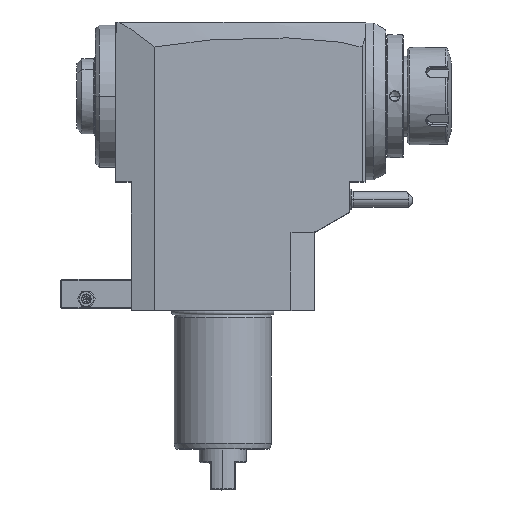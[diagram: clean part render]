
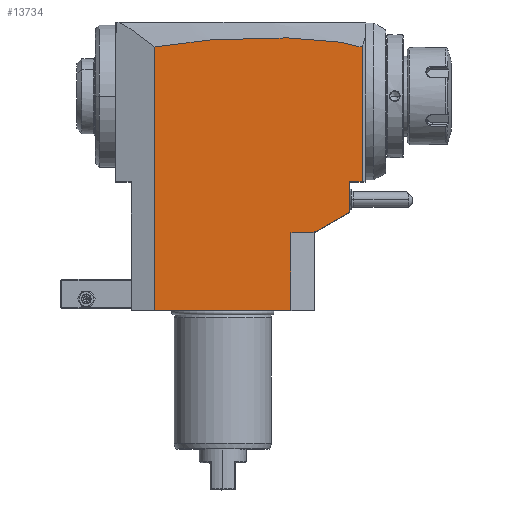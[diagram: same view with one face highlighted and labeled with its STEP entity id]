
A CAD part, top view. The second image highlights one B-rep face of the part: STEP entity #13734.
In plain terms, the highlighted planar face has unit normal (0, 0, 1).
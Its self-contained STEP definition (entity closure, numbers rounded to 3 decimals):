
#9=DIRECTION('',(-1.,0.,0.));
#10=VECTOR('',#9,70.);
#11=CARTESIAN_POINT('',(35.,0.,44.));
#12=LINE('',#11,#10);
#4053=DIRECTION('',(1.,0.,0.));
#4054=VECTOR('',#4053,11.);
#4055=CARTESIAN_POINT('',(35.,40.,44.));
#4056=LINE('',#4055,#4054);
#4069=DIRECTION('',(0.,1.,0.));
#4070=VECTOR('',#4069,40.);
#4071=CARTESIAN_POINT('',(35.,0.,44.));
#4072=LINE('',#4071,#4070);
#4101=DIRECTION('',(0.,-1.,0.));
#4102=VECTOR('',#4101,15.608);
#4103=CARTESIAN_POINT('',(65.,66.,44.));
#4104=LINE('',#4103,#4102);
#4105=DIRECTION('',(-0.866,-0.5,0.));
#4106=VECTOR('',#4105,20.785);
#4107=CARTESIAN_POINT('',(65.,50.392,44.));
#4108=LINE('',#4107,#4106);
#4109=DIRECTION('',(0.,1.,0.));
#4110=VECTOR('',#4109,0.577);
#4111=CARTESIAN_POINT('',(47.,40.,44.));
#4112=LINE('',#4111,#4110);
#4113=DIRECTION('',(0.866,0.5,0.));
#4114=VECTOR('',#4113,1.155);
#4115=CARTESIAN_POINT('',(46.,40.,44.));
#4116=LINE('',#4115,#4114);
#4117=DIRECTION('',(0.,1.,0.));
#4118=VECTOR('',#4117,135.17);
#4119=CARTESIAN_POINT('',(-35.,0.,44.));
#4120=LINE('',#4119,#4118);
#4121=CARTESIAN_POINT('',(71.5,135.054,44.));
#4122=CARTESIAN_POINT('',(71.148,135.177,44.));
#4123=CARTESIAN_POINT('',(70.419,135.419,44.));
#4124=CARTESIAN_POINT('',(69.237,135.77,44.));
#4125=CARTESIAN_POINT('',(68.,136.102,44.));
#4126=CARTESIAN_POINT('',(66.73,136.411,44.));
#4127=CARTESIAN_POINT('',(65.45,136.696,44.));
#4128=CARTESIAN_POINT('',(64.098,136.972,44.));
#4129=CARTESIAN_POINT('',(62.616,137.25,44.));
#4130=CARTESIAN_POINT('',(60.942,137.537,44.));
#4131=CARTESIAN_POINT('',(59.028,137.833,44.));
#4132=CARTESIAN_POINT('',(56.864,138.134,44.));
#4133=CARTESIAN_POINT('',(54.439,138.432,44.));
#4134=CARTESIAN_POINT('',(51.72,138.725,44.));
#4135=CARTESIAN_POINT('',(48.649,139.01,44.));
#4136=CARTESIAN_POINT('',(45.173,139.28,44.));
#4137=CARTESIAN_POINT('',(41.206,139.528,44.));
#4138=CARTESIAN_POINT('',(36.695,139.741,44.));
#4139=CARTESIAN_POINT('',(31.732,139.897,44.));
#4140=CARTESIAN_POINT('',(26.433,139.981,44.));
#4141=CARTESIAN_POINT('',(20.988,139.986,44.));
#4142=CARTESIAN_POINT('',(15.47,139.91,44.));
#4143=CARTESIAN_POINT('',(9.926,139.756,44.));
#4144=CARTESIAN_POINT('',(4.337,139.521,44.));
#4145=CARTESIAN_POINT('',(-1.298,139.202,44.));
#4146=CARTESIAN_POINT('',(-6.665,138.816,44.));
#4147=CARTESIAN_POINT('',(-11.42,138.406,44.));
#4148=CARTESIAN_POINT('',(-15.695,137.979,44.));
#4149=CARTESIAN_POINT('',(-19.682,137.528,44.));
#4150=CARTESIAN_POINT('',(-23.577,137.031,44.));
#4151=CARTESIAN_POINT('',(-27.425,136.481,44.));
#4152=CARTESIAN_POINT('',(-31.228,135.869,44.));
#4153=CARTESIAN_POINT('',(-33.747,135.413,44.));
#4154=CARTESIAN_POINT('',(-35.,135.17,44.));
#4156=DIRECTION('',(0.,-1.,0.));
#4157=VECTOR('',#4156,69.054);
#4158=CARTESIAN_POINT('',(71.5,135.054,44.));
#4159=LINE('',#4158,#4157);
#4160=DIRECTION('',(1.,0.,0.));
#4161=VECTOR('',#4160,6.5);
#4162=CARTESIAN_POINT('',(65.,66.,44.));
#4163=LINE('',#4162,#4161);
#9171=VERTEX_POINT('',#4121);
#9172=VERTEX_POINT('',#4154);
#9184=CARTESIAN_POINT('',(71.5,66.,44.));
#9185=VERTEX_POINT('',#9184);
#9204=CARTESIAN_POINT('',(35.,40.,44.));
#9205=CARTESIAN_POINT('',(46.,40.,44.));
#9206=VERTEX_POINT('',#9204);
#9207=VERTEX_POINT('',#9205);
#9549=CARTESIAN_POINT('',(35.,0.,44.));
#9550=CARTESIAN_POINT('',(-35.,0.,44.));
#9551=VERTEX_POINT('',#9549);
#9552=VERTEX_POINT('',#9550);
#9563=CARTESIAN_POINT('',(65.,50.392,44.));
#9564=CARTESIAN_POINT('',(47.,40.,44.));
#9565=VERTEX_POINT('',#9563);
#9566=VERTEX_POINT('',#9564);
#9619=CARTESIAN_POINT('',(47.,40.577,44.));
#9621=VERTEX_POINT('',#9619);
#9681=CARTESIAN_POINT('',(65.,66.,44.));
#9682=VERTEX_POINT('',#9681);
#13712=CARTESIAN_POINT('',(-53.475,40.,44.));
#13713=DIRECTION('',(0.,0.,1.));
#13714=DIRECTION('',(1.,0.,0.));
#13715=AXIS2_PLACEMENT_3D('',#13712,#13713,#13714);
#13716=PLANE('',#13715);
#13718=ORIENTED_EDGE('',*,*,#13717,.F.);
#13720=ORIENTED_EDGE('',*,*,#13719,.T.);
#13721=ORIENTED_EDGE('',*,*,#13632,.T.);
#13723=ORIENTED_EDGE('',*,*,#13722,.T.);
#13725=ORIENTED_EDGE('',*,*,#13724,.F.);
#13726=ORIENTED_EDGE('',*,*,#13652,.F.);
#13727=ORIENTED_EDGE('',*,*,#13669,.F.);
#13728=ORIENTED_EDGE('',*,*,#9700,.T.);
#13729=ORIENTED_EDGE('',*,*,#9854,.T.);
#13730=ORIENTED_EDGE('',*,*,#10312,.F.);
#13731=ORIENTED_EDGE('',*,*,#10329,.T.);
#13732=EDGE_LOOP('',(#13718,#13720,#13721,#13723,#13725,#13726,#13727,#13728,
#13729,#13730,#13731));
#13733=FACE_OUTER_BOUND('',#13732,.F.);
#4155=B_SPLINE_CURVE_WITH_KNOTS('',3,(#4121,#4122,#4123,#4124,#4125,#4126,#4127,
#4128,#4129,#4130,#4131,#4132,#4133,#4134,#4135,#4136,#4137,#4138,#4139,#4140,
#4141,#4142,#4143,#4144,#4145,#4146,#4147,#4148,#4149,#4150,#4151,#4152,#4153,
#4154),.UNSPECIFIED.,.F.,.F.,(4,1,1,1,1,1,1,1,1,1,1,1,1,1,1,1,1,1,1,1,1,1,1,1,1,
1,1,1,1,1,1,4),(0.,0.032,0.065,0.097,
0.129,0.161,0.194,0.226,
0.258,0.29,0.323,0.355,
0.387,0.419,0.452,0.484,
0.516,0.548,0.581,0.613,
0.645,0.677,0.71,0.742,
0.774,0.806,0.839,0.871,
0.903,0.935,0.968,1.),.UNSPECIFIED.);
#9700=EDGE_CURVE('',#9551,#9552,#12,.T.);
#9854=EDGE_CURVE('',#9552,#9172,#4120,.T.);
#10312=EDGE_CURVE('',#9171,#9172,#4155,.T.);
#10329=EDGE_CURVE('',#9171,#9185,#4159,.T.);
#13632=EDGE_CURVE('',#9565,#9566,#4108,.T.);
#13652=EDGE_CURVE('',#9206,#9207,#4056,.T.);
#13669=EDGE_CURVE('',#9551,#9206,#4072,.T.);
#13717=EDGE_CURVE('',#9682,#9185,#4163,.T.);
#13719=EDGE_CURVE('',#9682,#9565,#4104,.T.);
#13722=EDGE_CURVE('',#9566,#9621,#4112,.T.);
#13724=EDGE_CURVE('',#9207,#9621,#4116,.T.);
#13734=ADVANCED_FACE('',(#13733),#13716,.T.);
